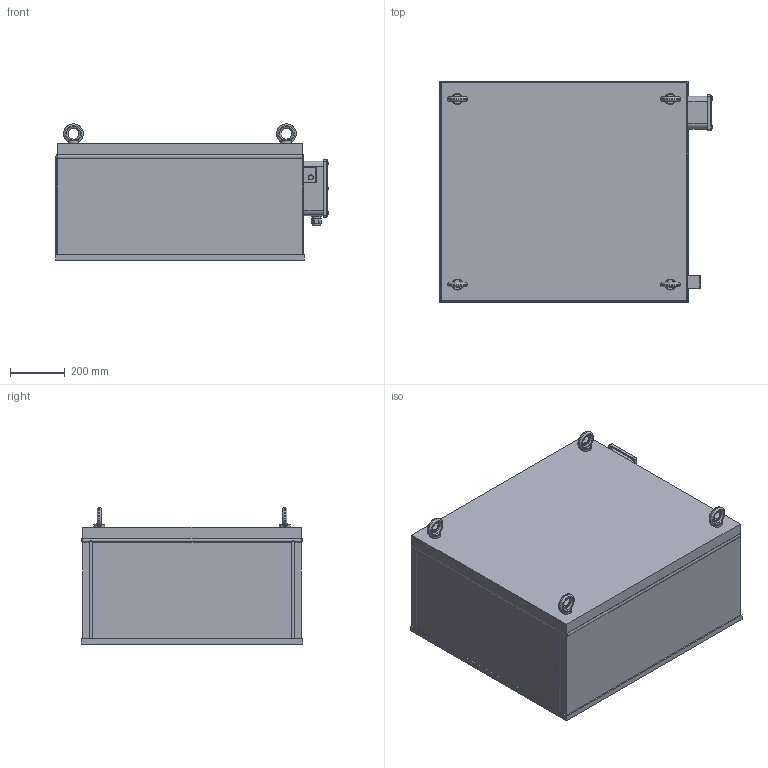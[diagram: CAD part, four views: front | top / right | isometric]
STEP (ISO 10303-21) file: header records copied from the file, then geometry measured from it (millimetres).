
FILE_DESCRIPTION(/* description */ ('RBE-EP7-080x090-090-A-NA','CAx-IF Rec.Pracs.---Representation and Presentation of Product Manufacturing Information (PMI)---4.0---2014-10-13'),/* implementation_level */ '2;1');
FILE_NAME(/* name */ 'SEBM037001.stp',/* time_stamp */ '2020-06-23T17:40:24+02:00',/* author */ ('tt'),/* organization */ (''),/* preprocessor_version */ 'ST-DEVELOPER v17.2',/* originating_system */ 'Autodesk Inventor 2019',/* authorisation */ '');
FILE_SCHEMA (('AP242_MANAGED_MODEL_BASED_3D_ENGINEERING_MIM_LF { 1 0 10303 442 1 1 4 }'));
Products named in the file (1): SEBM037001
Bounding box: 998.5 x 810 x 498.91 mm (x, y, z)
Volume: 299583566.9 mm3; surface area: 3417266.4 mm2
Topology: 1 solids, 55 shells, 1880 faces, 5010 edges, 3176 vertices
Faces by surface type: plane 945, cylinder 528, cone 234, bspline 97, torus 76
Full cylindrical faces by diameter (mm): 4.2 x6, 5 x6, 5.3 x6, 6 x6, 6.75 x4, 6.88 x6, 8 x4, 8.4 x4, 9 x4, 10 x6, 10.25 x14, 11.63 x4, 12 x28, 12.5 x4, 13 x9, 13.5 x20, 16 x4, 17 x3, 17.5 x4, 18 x21, 20 x24, 20.5 x4, 22 x1, 24 x4, 25 x1, 28 x2, 32 x1, 34.5 x1, 40 x8
Entity records: 95461 total; most frequent: CARTESIAN_POINT 48121, DIRECTION 10360, ORIENTED_EDGE 9898, EDGE_CURVE 4949, AXIS2_PLACEMENT_3D 4279, VERTEX_POINT 3176, EDGE_LOOP 2095, FACE_OUTER_BOUND 1880
